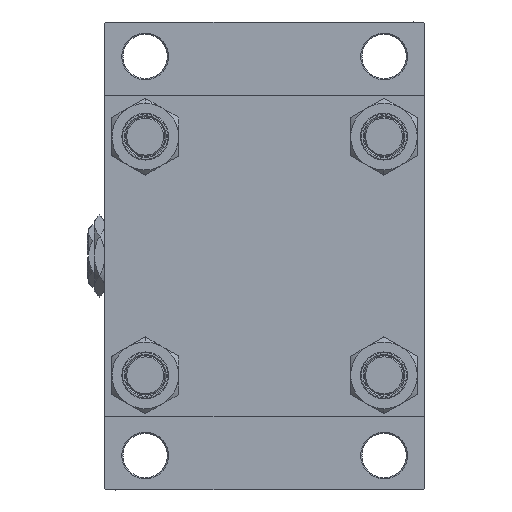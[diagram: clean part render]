
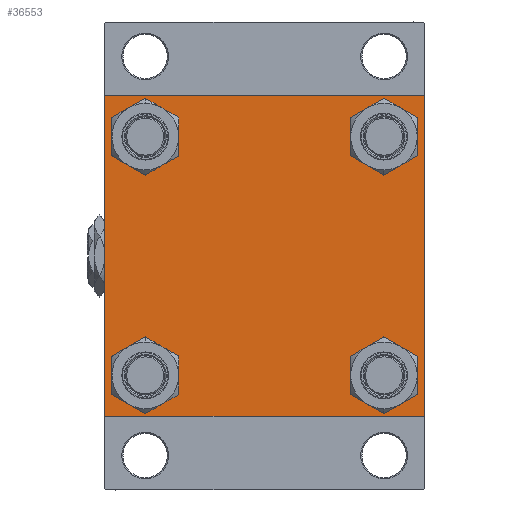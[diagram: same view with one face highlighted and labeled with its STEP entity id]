
A CAD part, left-side view. The second image highlights one B-rep face of the part: STEP entity #36553.
In plain terms, the highlighted planar face has unit normal (-1, 0, 0).
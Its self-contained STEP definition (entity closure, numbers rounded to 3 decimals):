
#237 = DIRECTION ( 'NONE',  ( 1., 0., 0. ) ) ;
#1014 = CARTESIAN_POINT ( 'NONE',  ( 0., -48.45, 39.95 ) ) ;
#1371 = DIRECTION ( 'NONE',  ( 0., 0., 1. ) ) ;
#1377 = CIRCLE ( 'NONE', #24094, 8.5 ) ;
#1527 = VERTEX_POINT ( 'NONE', #3610 ) ;
#2375 = CARTESIAN_POINT ( 'NONE',  ( 0., 48.45, 48.45 ) ) ;
#2695 = VECTOR ( 'NONE', #5495, 1000. ) ;
#2890 = CARTESIAN_POINT ( 'NONE',  ( 0., 48.45, -48.45 ) ) ;
#3207 = LINE ( 'NONE', #34227, #40504 ) ;
#3304 = ORIENTED_EDGE ( 'NONE', *, *, #43414, .T. ) ;
#3610 = CARTESIAN_POINT ( 'NONE',  ( 0., 64.5, -65. ) ) ;
#4061 = VERTEX_POINT ( 'NONE', #39666 ) ;
#4110 = EDGE_CURVE ( 'NONE', #34653, #49372, #16278, .T. ) ;
#4296 = ORIENTED_EDGE ( 'NONE', *, *, #45555, .T. ) ;
#4397 = VECTOR ( 'NONE', #38303, 1000. ) ;
#4680 = ORIENTED_EDGE ( 'NONE', *, *, #48834, .T. ) ;
#5063 = VERTEX_POINT ( 'NONE', #22089 ) ;
#5495 = DIRECTION ( 'NONE',  ( 0., -0.707, 0.707 ) ) ;
#5554 = ORIENTED_EDGE ( 'NONE', *, *, #27885, .T. ) ;
#5647 = VECTOR ( 'NONE', #27299, 1000. ) ;
#5744 = CARTESIAN_POINT ( 'NONE',  ( 0., -64.5, -65. ) ) ;
#5900 = CARTESIAN_POINT ( 'NONE',  ( 0., 48.45, 39.95 ) ) ;
#5989 = AXIS2_PLACEMENT_3D ( 'NONE', #23304, #11865, #34518 ) ;
#6470 = CARTESIAN_POINT ( 'NONE',  ( 0., -64.75, 64.75 ) ) ;
#6842 = DIRECTION ( 'NONE',  ( -1., 0., 0. ) ) ;
#6881 = VERTEX_POINT ( 'NONE', #24737 ) ;
#7697 = ORIENTED_EDGE ( 'NONE', *, *, #38743, .T. ) ;
#7864 = CARTESIAN_POINT ( 'NONE',  ( 0., -48.45, -48.45 ) ) ;
#7941 = DIRECTION ( 'NONE',  ( 0., 0., 1. ) ) ;
#8424 = CIRCLE ( 'NONE', #5989, 8.5 ) ;
#8488 = ORIENTED_EDGE ( 'NONE', *, *, #30374, .T. ) ;
#8533 = AXIS2_PLACEMENT_3D ( 'NONE', #2375, #44320, #33397 ) ;
#8992 = ORIENTED_EDGE ( 'NONE', *, *, #28139, .T. ) ;
#9018 = EDGE_LOOP ( 'NONE', ( #4296, #8488 ) ) ;
#9892 = FACE_BOUND ( 'NONE', #43497, .T. ) ;
#10008 = AXIS2_PLACEMENT_3D ( 'NONE', #10348, #49485, #45668 ) ;
#10348 = CARTESIAN_POINT ( 'NONE',  ( 0., -48.45, -48.45 ) ) ;
#10469 = EDGE_LOOP ( 'NONE', ( #27472, #21156, #3304, #45278, #48098, #23713, #23616, #7697 ) ) ;
#10512 = LINE ( 'NONE', #11519, #15051 ) ;
#10893 = CARTESIAN_POINT ( 'NONE',  ( 0., 0., 0. ) ) ;
#11177 = EDGE_CURVE ( 'NONE', #4061, #37249, #46858, .T. ) ;
#11519 = CARTESIAN_POINT ( 'NONE',  ( 0., 65., -65. ) ) ;
#11865 = DIRECTION ( 'NONE',  ( 1., 0., 0. ) ) ;
#12004 = ORIENTED_EDGE ( 'NONE', *, *, #47397, .T. ) ;
#12024 = EDGE_CURVE ( 'NONE', #5063, #45844, #37289, .T. ) ;
#12720 = FACE_BOUND ( 'NONE', #33751, .T. ) ;
#13546 = DIRECTION ( 'NONE',  ( 1., 0., 0. ) ) ;
#13824 = EDGE_CURVE ( 'NONE', #42208, #6881, #3207, .T. ) ;
#14182 = CIRCLE ( 'NONE', #42587, 8.5 ) ;
#14310 = CARTESIAN_POINT ( 'NONE',  ( 0., 65., 64.5 ) ) ;
#14707 = FACE_BOUND ( 'NONE', #9018, .T. ) ;
#15051 = VECTOR ( 'NONE', #22463, 1000. ) ;
#15357 = CARTESIAN_POINT ( 'NONE',  ( 0., -48.45, 48.45 ) ) ;
#15739 = DIRECTION ( 'NONE',  ( 0., 0., 1. ) ) ;
#16128 = EDGE_CURVE ( 'NONE', #4061, #49372, #29855, .T. ) ;
#16278 = LINE ( 'NONE', #31797, #25177 ) ;
#16520 = AXIS2_PLACEMENT_3D ( 'NONE', #7864, #237, #15739 ) ;
#16868 = CARTESIAN_POINT ( 'NONE',  ( 0., 48.45, 48.45 ) ) ;
#17515 = CIRCLE ( 'NONE', #48359, 8.5 ) ;
#17831 = VECTOR ( 'NONE', #41533, 1000. ) ;
#18456 = CARTESIAN_POINT ( 'NONE',  ( 0., -65., 65. ) ) ;
#18629 = AXIS2_PLACEMENT_3D ( 'NONE', #42767, #27774, #7941 ) ;
#18706 = CARTESIAN_POINT ( 'NONE',  ( 0., -48.45, 56.95 ) ) ;
#18822 = LINE ( 'NONE', #31031, #44957 ) ;
#20553 = CIRCLE ( 'NONE', #10008, 8.5 ) ;
#20812 = ORIENTED_EDGE ( 'NONE', *, *, #27209, .T. ) ;
#21050 = VERTEX_POINT ( 'NONE', #18706 ) ;
#21156 = ORIENTED_EDGE ( 'NONE', *, *, #40255, .T. ) ;
#21623 = CARTESIAN_POINT ( 'NONE',  ( 0., -64.5, 65. ) ) ;
#22059 = CARTESIAN_POINT ( 'NONE',  ( 0., 48.45, -56.95 ) ) ;
#22089 = CARTESIAN_POINT ( 'NONE',  ( 0., 48.45, -39.95 ) ) ;
#22344 = FACE_OUTER_BOUND ( 'NONE', #10469, .T. ) ;
#22463 = DIRECTION ( 'NONE',  ( 0., -1., 0. ) ) ;
#23304 = CARTESIAN_POINT ( 'NONE',  ( 0., -48.45, 48.45 ) ) ;
#23616 = ORIENTED_EDGE ( 'NONE', *, *, #4110, .F. ) ;
#23627 = EDGE_CURVE ( 'NONE', #46204, #37249, #32211, .T. ) ;
#23713 = ORIENTED_EDGE ( 'NONE', *, *, #16128, .T. ) ;
#24094 = AXIS2_PLACEMENT_3D ( 'NONE', #15357, #39254, #46872 ) ;
#24737 = CARTESIAN_POINT ( 'NONE',  ( 0., 65., -64.5 ) ) ;
#25177 = VECTOR ( 'NONE', #47281, 1000. ) ;
#25404 = FACE_BOUND ( 'NONE', #46384, .T. ) ;
#25904 = PLANE ( 'NONE',  #33504 ) ;
#26583 = DIRECTION ( 'NONE',  ( 0., 0., -1. ) ) ;
#27209 = EDGE_CURVE ( 'NONE', #36425, #47527, #20553, .T. ) ;
#27299 = DIRECTION ( 'NONE',  ( 0., 0., -1. ) ) ;
#27472 = ORIENTED_EDGE ( 'NONE', *, *, #13824, .T. ) ;
#27774 = DIRECTION ( 'NONE',  ( 1., 0., 0. ) ) ;
#27885 = EDGE_CURVE ( 'NONE', #47527, #36425, #38440, .T. ) ;
#28139 = EDGE_CURVE ( 'NONE', #34598, #21050, #8424, .T. ) ;
#29589 = DIRECTION ( 'NONE',  ( 0., 0., 1. ) ) ;
#29855 = LINE ( 'NONE', #6470, #17831 ) ;
#30374 = EDGE_CURVE ( 'NONE', #31419, #41383, #40998, .T. ) ;
#31031 = CARTESIAN_POINT ( 'NONE',  ( 0., 64.75, 64.75 ) ) ;
#31419 = VERTEX_POINT ( 'NONE', #5900 ) ;
#31797 = CARTESIAN_POINT ( 'NONE',  ( 0., 65., 65. ) ) ;
#32211 = LINE ( 'NONE', #44378, #2695 ) ;
#33397 = DIRECTION ( 'NONE',  ( 0., 0., 1. ) ) ;
#33504 = AXIS2_PLACEMENT_3D ( 'NONE', #10893, #6842, #33548 ) ;
#33548 = DIRECTION ( 'NONE',  ( 0., 0., 1. ) ) ;
#33751 = EDGE_LOOP ( 'NONE', ( #20812, #5554 ) ) ;
#34227 = CARTESIAN_POINT ( 'NONE',  ( 0., 65., 65. ) ) ;
#34518 = DIRECTION ( 'NONE',  ( 0., 0., 1. ) ) ;
#34598 = VERTEX_POINT ( 'NONE', #1014 ) ;
#34653 = VERTEX_POINT ( 'NONE', #43952 ) ;
#36425 = VERTEX_POINT ( 'NONE', #42971 ) ;
#36553 = ADVANCED_FACE ( 'NONE', ( #9892, #12720, #25404, #14707, #22344 ), #25904, .T. ) ;
#37249 = VERTEX_POINT ( 'NONE', #46327 ) ;
#37289 = CIRCLE ( 'NONE', #18629, 8.5 ) ;
#37714 = DIRECTION ( 'NONE',  ( 1., 0., 0. ) ) ;
#38303 = DIRECTION ( 'NONE',  ( 0., -0.707, -0.707 ) ) ;
#38440 = CIRCLE ( 'NONE', #16520, 8.5 ) ;
#38743 = EDGE_CURVE ( 'NONE', #34653, #42208, #18822, .T. ) ;
#39254 = DIRECTION ( 'NONE',  ( 1., 0., 0. ) ) ;
#39666 = CARTESIAN_POINT ( 'NONE',  ( 0., -65., 64.5 ) ) ;
#40255 = EDGE_CURVE ( 'NONE', #6881, #1527, #41101, .T. ) ;
#40504 = VECTOR ( 'NONE', #26583, 1000. ) ;
#40998 = CIRCLE ( 'NONE', #8533, 8.5 ) ;
#41101 = LINE ( 'NONE', #49215, #4397 ) ;
#41383 = VERTEX_POINT ( 'NONE', #46619 ) ;
#41533 = DIRECTION ( 'NONE',  ( 0., 0.707, 0.707 ) ) ;
#42208 = VERTEX_POINT ( 'NONE', #14310 ) ;
#42453 = DIRECTION ( 'NONE',  ( 0., 0.707, -0.707 ) ) ;
#42587 = AXIS2_PLACEMENT_3D ( 'NONE', #16868, #13546, #1371 ) ;
#42767 = CARTESIAN_POINT ( 'NONE',  ( 0., 48.45, -48.45 ) ) ;
#42971 = CARTESIAN_POINT ( 'NONE',  ( 0., -48.45, -39.95 ) ) ;
#43414 = EDGE_CURVE ( 'NONE', #1527, #46204, #10512, .T. ) ;
#43497 = EDGE_LOOP ( 'NONE', ( #4680, #8992 ) ) ;
#43952 = CARTESIAN_POINT ( 'NONE',  ( 0., 64.5, 65. ) ) ;
#44320 = DIRECTION ( 'NONE',  ( 1., 0., 0. ) ) ;
#44378 = CARTESIAN_POINT ( 'NONE',  ( 0., -64.75, -64.75 ) ) ;
#44957 = VECTOR ( 'NONE', #42453, 1000. ) ;
#45278 = ORIENTED_EDGE ( 'NONE', *, *, #23627, .T. ) ;
#45555 = EDGE_CURVE ( 'NONE', #41383, #31419, #14182, .T. ) ;
#45668 = DIRECTION ( 'NONE',  ( 0., 0., 1. ) ) ;
#45844 = VERTEX_POINT ( 'NONE', #22059 ) ;
#46204 = VERTEX_POINT ( 'NONE', #5744 ) ;
#46327 = CARTESIAN_POINT ( 'NONE',  ( 0., -65., -64.5 ) ) ;
#46384 = EDGE_LOOP ( 'NONE', ( #48178, #12004 ) ) ;
#46619 = CARTESIAN_POINT ( 'NONE',  ( 0., 48.45, 56.95 ) ) ;
#46858 = LINE ( 'NONE', #18456, #5647 ) ;
#46872 = DIRECTION ( 'NONE',  ( 0., 0., 1. ) ) ;
#47085 = CARTESIAN_POINT ( 'NONE',  ( 0., -48.45, -56.95 ) ) ;
#47281 = DIRECTION ( 'NONE',  ( 0., -1., 0. ) ) ;
#47397 = EDGE_CURVE ( 'NONE', #45844, #5063, #17515, .T. ) ;
#47527 = VERTEX_POINT ( 'NONE', #47085 ) ;
#48098 = ORIENTED_EDGE ( 'NONE', *, *, #11177, .F. ) ;
#48178 = ORIENTED_EDGE ( 'NONE', *, *, #12024, .T. ) ;
#48359 = AXIS2_PLACEMENT_3D ( 'NONE', #2890, #37714, #29589 ) ;
#48834 = EDGE_CURVE ( 'NONE', #21050, #34598, #1377, .T. ) ;
#49215 = CARTESIAN_POINT ( 'NONE',  ( 0., 64.75, -64.75 ) ) ;
#49372 = VERTEX_POINT ( 'NONE', #21623 ) ;
#49485 = DIRECTION ( 'NONE',  ( 1., 0., 0. ) ) ;
